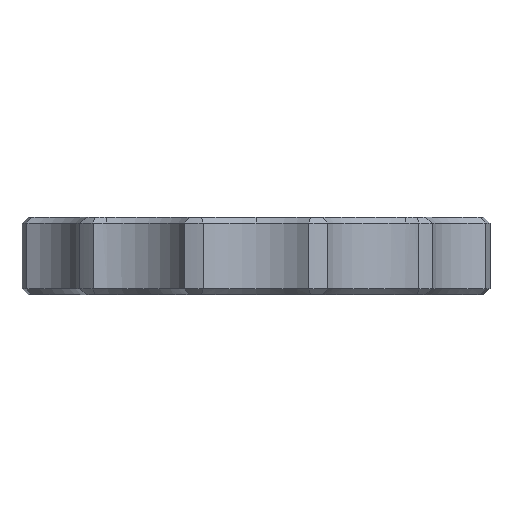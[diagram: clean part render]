
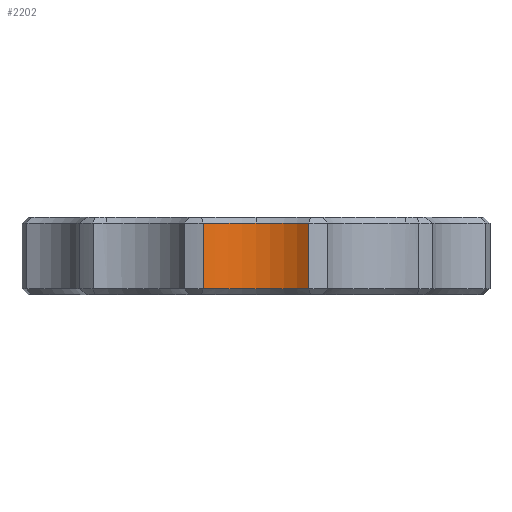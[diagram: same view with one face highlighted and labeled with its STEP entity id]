
A CAD part, left-side view. The second image highlights one B-rep face of the part: STEP entity #2202.
In plain terms, the highlighted cylindrical face has radius 7 mm (diameter 14 mm), a partial arc.
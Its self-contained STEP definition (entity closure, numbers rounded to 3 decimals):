
#82 = ORIENTED_EDGE ( 'NONE', *, *, #632, .T. ) ;
#115 = CARTESIAN_POINT ( 'NONE',  ( -19.508, -4.41, 6. ) ) ;
#125 = CARTESIAN_POINT ( 'NONE',  ( -24.943, 0., 6. ) ) ;
#138 = DIRECTION ( 'NONE',  ( 1., 0., 0. ) ) ;
#173 = VERTEX_POINT ( 'NONE', #2724 ) ;
#247 = VERTEX_POINT ( 'NONE', #1238 ) ;
#393 = CARTESIAN_POINT ( 'NONE',  ( -17.943, 0., 6. ) ) ;
#457 = VERTEX_POINT ( 'NONE', #715 ) ;
#458 = EDGE_CURVE ( 'NONE', #457, #173, #2676, .T. ) ;
#537 = DIRECTION ( 'NONE',  ( 1., 0., 0. ) ) ;
#579 = DIRECTION ( 'NONE',  ( 0., 0., -1. ) ) ;
#598 = DIRECTION ( 'NONE',  ( 0., 0., 1. ) ) ;
#622 = AXIS2_PLACEMENT_3D ( 'NONE', #921, #698, #1184 ) ;
#632 = EDGE_CURVE ( 'NONE', #173, #247, #1139, .T. ) ;
#635 = EDGE_CURVE ( 'NONE', #1043, #457, #1868, .T. ) ;
#649 = AXIS2_PLACEMENT_3D ( 'NONE', #125, #789, #138 ) ;
#698 = DIRECTION ( 'NONE',  ( 0., 0., -1. ) ) ;
#715 = CARTESIAN_POINT ( 'NONE',  ( -19.508, 4.41, 6. ) ) ;
#776 = CARTESIAN_POINT ( 'NONE',  ( -24.943, 0., 6. ) ) ;
#789 = DIRECTION ( 'NONE',  ( 0., 0., 1. ) ) ;
#921 = CARTESIAN_POINT ( 'NONE',  ( -24.943, 0., 6.5 ) ) ;
#930 = VECTOR ( 'NONE', #598, 1000. ) ;
#951 = FACE_OUTER_BOUND ( 'NONE', #1657, .T. ) ;
#1043 = VERTEX_POINT ( 'NONE', #393 ) ;
#1049 = CARTESIAN_POINT ( 'NONE',  ( -24.943, 0., 0.5 ) ) ;
#1085 = CARTESIAN_POINT ( 'NONE',  ( -19.508, -4.41, 3.25 ) ) ;
#1139 = CIRCLE ( 'NONE', #2734, 7. ) ;
#1157 = DIRECTION ( 'NONE',  ( 0., 0., -1. ) ) ;
#1184 = DIRECTION ( 'NONE',  ( -1., 0., 0. ) ) ;
#1238 = CARTESIAN_POINT ( 'NONE',  ( -19.508, -4.41, 0.5 ) ) ;
#1266 = AXIS2_PLACEMENT_3D ( 'NONE', #776, #2514, #537 ) ;
#1307 = CIRCLE ( 'NONE', #1266, 7. ) ;
#1574 = CARTESIAN_POINT ( 'NONE',  ( -19.508, 4.41, 3.25 ) ) ;
#1585 = EDGE_CURVE ( 'NONE', #247, #2438, #1684, .T. ) ;
#1649 = VECTOR ( 'NONE', #1157, 1000. ) ;
#1657 = EDGE_LOOP ( 'NONE', ( #1754, #2267, #2364, #1765, #82 ) ) ;
#1684 = LINE ( 'NONE', #1085, #930 ) ;
#1754 = ORIENTED_EDGE ( 'NONE', *, *, #1585, .T. ) ;
#1765 = ORIENTED_EDGE ( 'NONE', *, *, #458, .T. ) ;
#1868 = CIRCLE ( 'NONE', #649, 7. ) ;
#1961 = EDGE_CURVE ( 'NONE', #2438, #1043, #1307, .T. ) ;
#2005 = CYLINDRICAL_SURFACE ( 'NONE', #622, 7. ) ;
#2202 = ADVANCED_FACE ( 'NONE', ( #951 ), #2005, .F. ) ;
#2267 = ORIENTED_EDGE ( 'NONE', *, *, #1961, .T. ) ;
#2328 = DIRECTION ( 'NONE',  ( 1., 0., 0. ) ) ;
#2364 = ORIENTED_EDGE ( 'NONE', *, *, #635, .T. ) ;
#2438 = VERTEX_POINT ( 'NONE', #115 ) ;
#2514 = DIRECTION ( 'NONE',  ( 0., 0., 1. ) ) ;
#2676 = LINE ( 'NONE', #1574, #1649 ) ;
#2724 = CARTESIAN_POINT ( 'NONE',  ( -19.508, 4.41, 0.5 ) ) ;
#2734 = AXIS2_PLACEMENT_3D ( 'NONE', #1049, #579, #2328 ) ;
